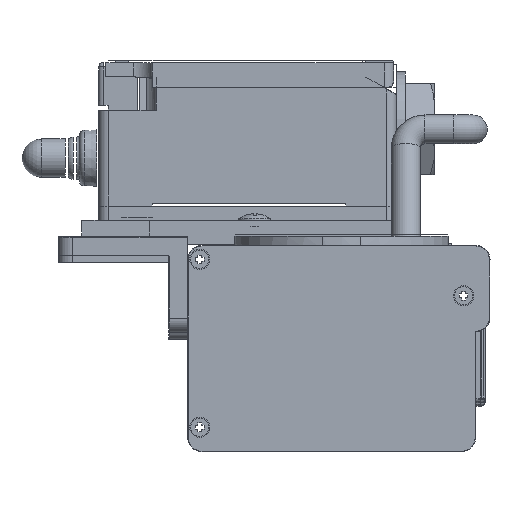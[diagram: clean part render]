
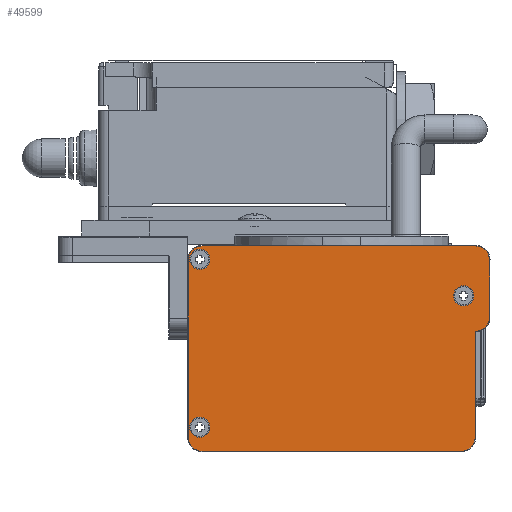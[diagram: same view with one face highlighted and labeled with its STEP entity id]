
A CAD part, front view. The second image highlights one B-rep face of the part: STEP entity #49599.
In plain terms, the highlighted planar face has unit normal (0, -1, 0).
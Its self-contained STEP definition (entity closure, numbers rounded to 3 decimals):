
#1791=FACE_BOUND('',#9554,.T.);
#1792=FACE_BOUND('',#9555,.T.);
#1793=FACE_BOUND('',#9556,.T.);
#2979=CIRCLE('',#70040,2.9);
#2980=CIRCLE('',#70041,2.9);
#2981=CIRCLE('',#70042,2.9);
#2982=CIRCLE('',#70043,2.9);
#2983=CIRCLE('',#70044,2.9);
#2984=CIRCLE('',#70045,2.1);
#2985=CIRCLE('',#70046,2.1);
#2986=CIRCLE('',#70047,2.1);
#6434=FACE_OUTER_BOUND('',#9553,.T.);
#9553=EDGE_LOOP('',(#42960,#42961,#42962,#42963,#42964,#42965,#42966,#42967,
#42968,#42969));
#9554=EDGE_LOOP('',(#42970));
#9555=EDGE_LOOP('',(#42971));
#9556=EDGE_LOOP('',(#42972));
#16202=VERTEX_POINT('',#109475);
#16203=VERTEX_POINT('',#109476);
#16204=VERTEX_POINT('',#109478);
#16205=VERTEX_POINT('',#109480);
#16206=VERTEX_POINT('',#109482);
#16207=VERTEX_POINT('',#109484);
#16208=VERTEX_POINT('',#109486);
#16209=VERTEX_POINT('',#109488);
#16210=VERTEX_POINT('',#109490);
#16211=VERTEX_POINT('',#109492);
#16212=VERTEX_POINT('',#109495);
#16213=VERTEX_POINT('',#109497);
#16214=VERTEX_POINT('',#109499);
#26266=EDGE_CURVE('',#16202,#16203,#2979,.T.);
#26267=EDGE_CURVE('',#16203,#16204,#57204,.T.);
#26268=EDGE_CURVE('',#16204,#16205,#2980,.T.);
#26269=EDGE_CURVE('',#16205,#16206,#57205,.T.);
#26270=EDGE_CURVE('',#16206,#16207,#2981,.T.);
#26271=EDGE_CURVE('',#16207,#16208,#57206,.T.);
#26272=EDGE_CURVE('',#16208,#16209,#2982,.T.);
#26273=EDGE_CURVE('',#16209,#16210,#57207,.T.);
#26274=EDGE_CURVE('',#16210,#16211,#2983,.T.);
#26275=EDGE_CURVE('',#16211,#16202,#57208,.T.);
#26276=EDGE_CURVE('',#16212,#16212,#2984,.T.);
#26277=EDGE_CURVE('',#16213,#16213,#2985,.T.);
#26278=EDGE_CURVE('',#16214,#16214,#2986,.T.);
#42960=ORIENTED_EDGE('',*,*,#26266,.T.);
#42961=ORIENTED_EDGE('',*,*,#26267,.T.);
#42962=ORIENTED_EDGE('',*,*,#26268,.T.);
#42963=ORIENTED_EDGE('',*,*,#26269,.T.);
#42964=ORIENTED_EDGE('',*,*,#26270,.T.);
#42965=ORIENTED_EDGE('',*,*,#26271,.T.);
#42966=ORIENTED_EDGE('',*,*,#26272,.T.);
#42967=ORIENTED_EDGE('',*,*,#26273,.T.);
#42968=ORIENTED_EDGE('',*,*,#26274,.T.);
#42969=ORIENTED_EDGE('',*,*,#26275,.T.);
#42970=ORIENTED_EDGE('',*,*,#26276,.F.);
#42971=ORIENTED_EDGE('',*,*,#26277,.F.);
#42972=ORIENTED_EDGE('',*,*,#26278,.F.);
#46917=PLANE('',#70039);
#49599=ADVANCED_FACE('',(#6434,#1791,#1792,#1793),#46917,.F.);
#57204=LINE('',#109479,#65428);
#57205=LINE('',#109483,#65429);
#57206=LINE('',#109487,#65430);
#57207=LINE('',#109491,#65431);
#57208=LINE('',#109494,#65432);
#65428=VECTOR('',#84930,12.);
#65429=VECTOR('',#84933,57.);
#65430=VECTOR('',#84936,37.);
#65431=VECTOR('',#84939,54.);
#65432=VECTOR('',#84942,22.102);
#70039=AXIS2_PLACEMENT_3D('',#109474,#84926,#84927);
#70040=AXIS2_PLACEMENT_3D('',#109477,#84928,#84929);
#70041=AXIS2_PLACEMENT_3D('',#109481,#84931,#84932);
#70042=AXIS2_PLACEMENT_3D('',#109485,#84934,#84935);
#70043=AXIS2_PLACEMENT_3D('',#109489,#84937,#84938);
#70044=AXIS2_PLACEMENT_3D('',#109493,#84940,#84941);
#70045=AXIS2_PLACEMENT_3D('',#109496,#84943,#84944);
#70046=AXIS2_PLACEMENT_3D('',#109498,#84945,#84946);
#70047=AXIS2_PLACEMENT_3D('',#109500,#84947,#84948);
#84926=DIRECTION('center_axis',(0.,1.,0.));
#84927=DIRECTION('ref_axis',(-1.,0.,0.));
#84928=DIRECTION('center_axis',(0.,-1.,0.));
#84929=DIRECTION('ref_axis',(0.707,0.,-0.707));
#84930=DIRECTION('',(0.,0.,1.));
#84931=DIRECTION('center_axis',(0.,-1.,0.));
#84932=DIRECTION('ref_axis',(0.707,0.,0.707));
#84933=DIRECTION('',(-1.,0.,0.));
#84934=DIRECTION('center_axis',(0.,-1.,0.));
#84935=DIRECTION('ref_axis',(-0.707,0.,0.707));
#84936=DIRECTION('',(0.,0.,-1.));
#84937=DIRECTION('center_axis',(0.,-1.,0.));
#84938=DIRECTION('ref_axis',(-0.707,0.,-0.707));
#84939=DIRECTION('',(1.,0.,0.));
#84940=DIRECTION('center_axis',(0.,-1.,0.));
#84941=DIRECTION('ref_axis',(0.707,0.,-0.707));
#84942=DIRECTION('',(0.,0.,1.));
#84943=DIRECTION('center_axis',(0.,-1.,0.));
#84944=DIRECTION('ref_axis',(-1.,0.,0.));
#84945=DIRECTION('center_axis',(0.,-1.,0.));
#84946=DIRECTION('ref_axis',(-1.,0.,0.));
#84947=DIRECTION('center_axis',(0.,-1.,0.));
#84948=DIRECTION('ref_axis',(-1.,0.,0.));
#109474=CARTESIAN_POINT('Origin',(0.,-52.,20.2));
#109475=CARTESIAN_POINT('',(29.9,-52.,23.802));
#109476=CARTESIAN_POINT('',(32.9,-52.,26.7));
#109477=CARTESIAN_POINT('Origin',(30.,-52.,26.7));
#109478=CARTESIAN_POINT('',(32.9,-52.,38.7));
#109479=CARTESIAN_POINT('',(32.9,-52.,21.95));
#109480=CARTESIAN_POINT('',(30.,-52.,41.6));
#109481=CARTESIAN_POINT('Origin',(30.,-52.,38.7));
#109482=CARTESIAN_POINT('',(-27.,-52.,41.6));
#109483=CARTESIAN_POINT('',(-15.,-52.,41.6));
#109484=CARTESIAN_POINT('',(-29.9,-52.,38.7));
#109485=CARTESIAN_POINT('Origin',(-27.,-52.,38.7));
#109486=CARTESIAN_POINT('',(-29.9,-52.,1.7));
#109487=CARTESIAN_POINT('',(-29.9,-52.,9.45));
#109488=CARTESIAN_POINT('',(-27.,-52.,-1.2));
#109489=CARTESIAN_POINT('Origin',(-27.,-52.,1.7));
#109490=CARTESIAN_POINT('',(27.,-52.,-1.2));
#109491=CARTESIAN_POINT('',(15.,-52.,-1.2));
#109492=CARTESIAN_POINT('',(29.9,-52.,1.7));
#109493=CARTESIAN_POINT('Origin',(27.,-52.,1.7));
#109494=CARTESIAN_POINT('',(29.9,-52.,30.95));
#109495=CARTESIAN_POINT('',(-29.6,-52.,3.8));
#109496=CARTESIAN_POINT('Origin',(-27.5,-52.,3.8));
#109497=CARTESIAN_POINT('',(25.4,-52.,31.2));
#109498=CARTESIAN_POINT('Origin',(27.5,-52.,31.2));
#109499=CARTESIAN_POINT('',(-29.6,-52.,38.8));
#109500=CARTESIAN_POINT('Origin',(-27.5,-52.,38.8));
